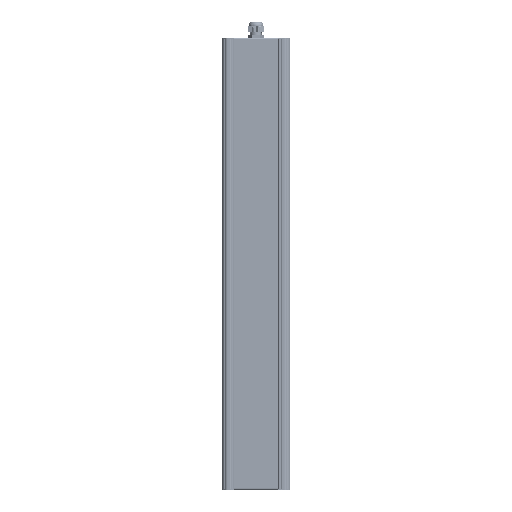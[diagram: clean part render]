
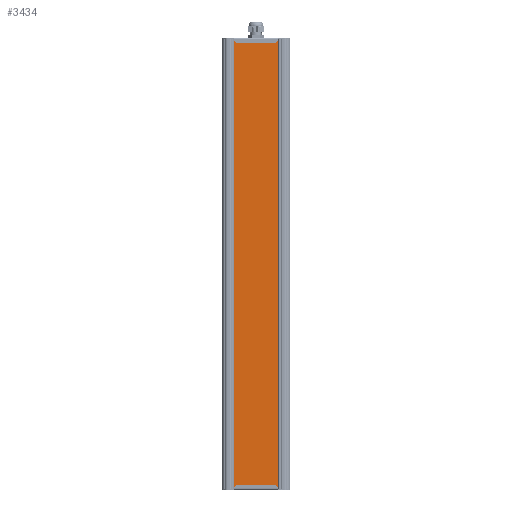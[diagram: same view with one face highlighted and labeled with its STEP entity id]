
A CAD part, front view. The second image highlights one B-rep face of the part: STEP entity #3434.
In plain terms, the highlighted face is planar.
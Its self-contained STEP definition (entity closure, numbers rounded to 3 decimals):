
#3434=ADVANCED_FACE('',(#15900),#15902,.T.);
#15900=FACE_BOUND('',#15901,.T.);
#15901=EDGE_LOOP('',(#30082,#30083,#30084,#30085));
#15902=PLANE('',#15903);
#15903=AXIS2_PLACEMENT_3D('',#15904,#15905,#15906);
#15904=CARTESIAN_POINT('',(120.465,593.492,117.308));
#15905=DIRECTION('',(0.,0.,-1.));
#15906=DIRECTION('',(0.,1.,0.));
#30082=ORIENTED_EDGE('',*,*,#37796,.T.);
#30083=ORIENTED_EDGE('',*,*,#37798,.F.);
#30084=ORIENTED_EDGE('',*,*,#37799,.F.);
#30085=ORIENTED_EDGE('',*,*,#37800,.T.);
#37796=EDGE_CURVE('',#43988,#43986,#43989,.T.);
#37798=EDGE_CURVE('',#43991,#43986,#43992,.T.);
#37799=EDGE_CURVE('',#43993,#43991,#43994,.T.);
#37800=EDGE_CURVE('',#43993,#43988,#43995,.T.);
#43986=VERTEX_POINT('',#63748);
#43988=VERTEX_POINT('',#63752);
#43989=LINE('',#63753,#63754);
#43991=VERTEX_POINT('',#63759);
#43992=LINE('',#63760,#63761);
#43993=VERTEX_POINT('',#63763);
#43994=LINE('',#63764,#63765);
#43995=LINE('',#63767,#63768);
#63748=CARTESIAN_POINT('',(641.465,679.838,117.308));
#63752=CARTESIAN_POINT('',(-104.535,679.838,117.308));
#63753=CARTESIAN_POINT('',(-104.535,679.838,117.308));
#63754=VECTOR('',#63755,1.);
#63755=DIRECTION('',(1.,0.,0.));
#63759=CARTESIAN_POINT('',(641.465,593.492,117.308));
#63760=CARTESIAN_POINT('',(641.465,593.492,117.308));
#63761=VECTOR('',#63762,1.);
#63762=DIRECTION('',(0.,1.,0.));
#63763=CARTESIAN_POINT('',(-104.535,593.492,117.308));
#63764=CARTESIAN_POINT('',(-104.535,593.492,117.308));
#63765=VECTOR('',#63766,1.);
#63766=DIRECTION('',(1.,0.,0.));
#63767=CARTESIAN_POINT('',(-104.535,593.492,117.308));
#63768=VECTOR('',#63769,1.);
#63769=DIRECTION('',(0.,1.,0.));
